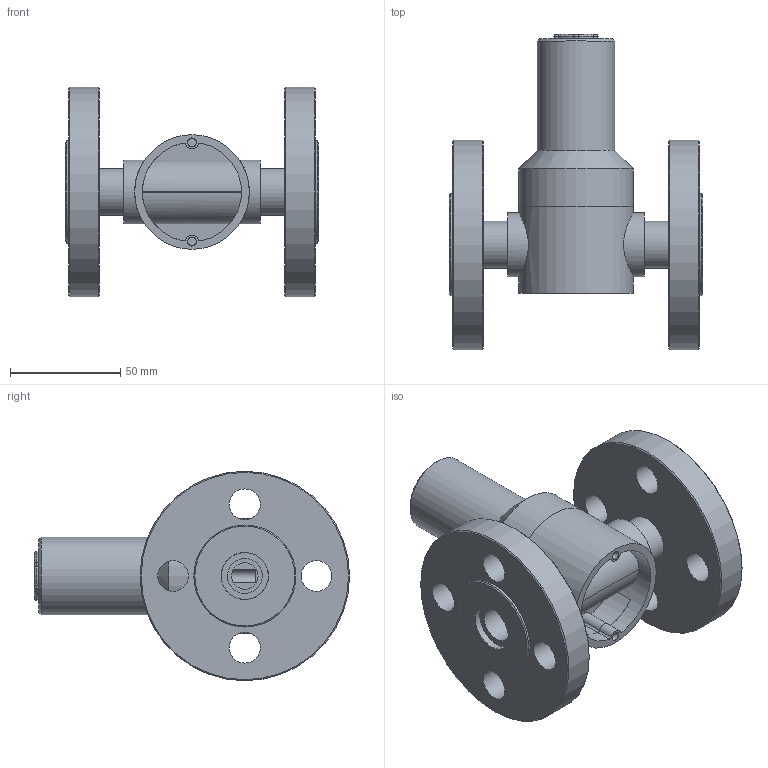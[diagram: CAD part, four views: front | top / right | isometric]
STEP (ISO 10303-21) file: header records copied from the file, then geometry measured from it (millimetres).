
FILE_DESCRIPTION (( 'STEP AP214' ), '1' );
FILE_NAME ('1-2-1104-3X-PN16.STEP', '2019-05-24T11:57:54', ( '' ), ( '' ), 'SwSTEP 2.0', 'SolidWorks 2019', '' );
FILE_SCHEMA (( 'AUTOMOTIVE_DESIGN' ));
Length unit declared in the file: millimetre
Products named in the file (13): 1-2 PN16; 316 cast 1-2 body; 1-2 flange stub PS-14-1019; 1-2-1104-3X-PN16; 20mm cap; PVC Bonnet all size_20mm GFPP; PVC Bonnet all size
Assembly tree (7 placements, depth 2):
  1-2-1104-3X-PN16
    316 cast 1-2 body
    1-2 flange stub PS-14-1019  x2
    PVC Bonnet all size_20mm GFPP
    20mm cap
    1-2 PN16  x2
  20mm cap
  316 cast 1-2 body
  1-2 PN16
  1-2 flange stub PS-14-1019
Bounding box: 115 x 142.9 x 95 mm (x, y, z)
Volume: 354277.5 mm3; surface area: 84093.2 mm2
Topology: 7 solids, 7 shells, 160 faces, 369 edges, 235 vertices
Faces by surface type: cylinder 89, plane 47, cone 11, torus 7, bspline 6
Full cylindrical faces by diameter (mm): 4 x2, 6 x2, 12 x1, 14 x8, 15.799 x2, 18.541 x2, 18.631 x23, 21.336 x2, 21.4 x2, 29 x2, 35 x1, 35.504 x1, 38 x1, 46.3 x2, 52 x2, 95 x2
Entity records: 7518 total; most frequent: CARTESIAN_POINT 4750, DIRECTION 557, ORIENTED_EDGE 424, AXIS2_PLACEMENT_3D 255, EDGE_CURVE 212, EDGE_LOOP 184, VERTEX_POINT 154, FACE_OUTER_BOUND 151
